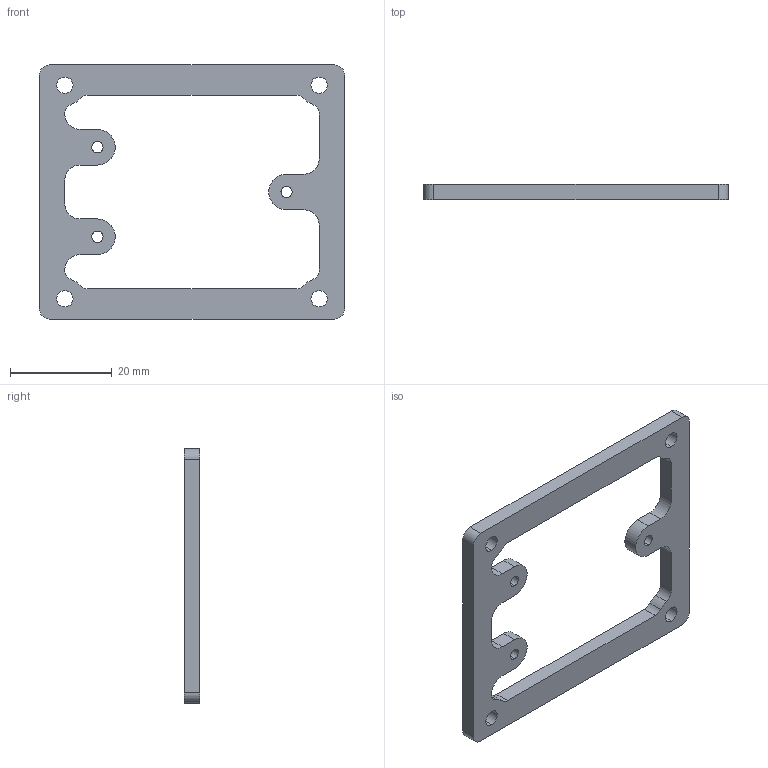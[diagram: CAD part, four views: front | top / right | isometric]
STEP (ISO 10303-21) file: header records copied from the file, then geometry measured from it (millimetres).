
FILE_DESCRIPTION (( 'STEP AP214' ), '1' );
FILE_NAME ('翋諷盓殤.STEP', '2023-11-20T11:25:01', ( '' ), ( '' ), 'SwSTEP 2.0', 'SolidWorks 2024', '' );
FILE_SCHEMA (( 'AUTOMOTIVE_DESIGN' ));
Length unit declared in the file: millimetre
Products named in the file (1): 主控支架
Bounding box: 60 x 3 x 50 mm (x, y, z)
Volume: 3836.4 mm3; surface area: 4022.4 mm2
Topology: 1 solids, 1 shells, 58 faces, 168 edges, 112 vertices
Faces by surface type: cylinder 39, plane 19
Entity records: 2005 total; most frequent: DIRECTION 364, CARTESIAN_POINT 339, ORIENTED_EDGE 336, EDGE_CURVE 168, AXIS2_PLACEMENT_3D 137, VERTEX_POINT 112, LINE 90, VECTOR 90
